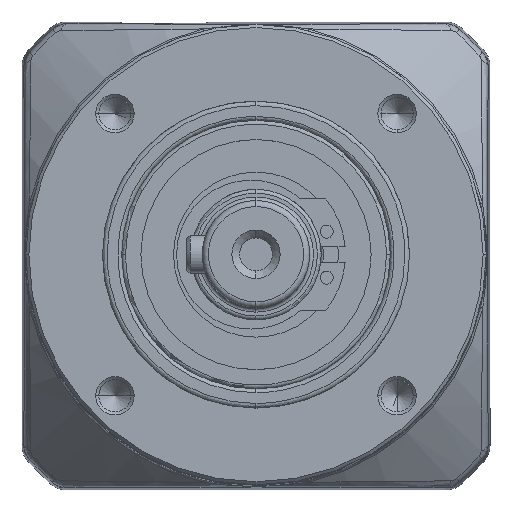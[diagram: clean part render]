
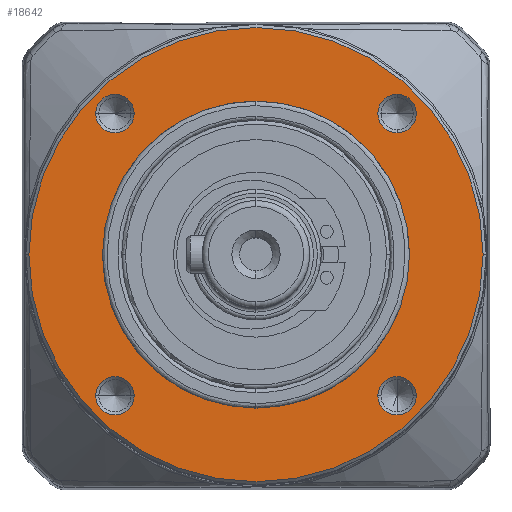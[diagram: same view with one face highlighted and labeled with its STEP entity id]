
A CAD part, top view. The second image highlights one B-rep face of the part: STEP entity #18642.
In plain terms, the highlighted planar face has unit normal (0, 0, 1).
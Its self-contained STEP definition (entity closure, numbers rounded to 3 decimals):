
#121 = CIRCLE ( 'NONE', #16587, 20. ) ;
#238 = VERTEX_POINT ( 'NONE', #17027 ) ;
#572 = CIRCLE ( 'NONE', #3151, 29.6 ) ;
#731 = VERTEX_POINT ( 'NONE', #8529 ) ;
#836 = EDGE_CURVE ( 'NONE', #17202, #17624, #9813, .T. ) ;
#964 = EDGE_CURVE ( 'NONE', #731, #12220, #15220, .T. ) ;
#1919 = ORIENTED_EDGE ( 'NONE', *, *, #16024, .T. ) ;
#1997 = VERTEX_POINT ( 'NONE', #17390 ) ;
#2676 = AXIS2_PLACEMENT_3D ( 'NONE', #6898, #22413, #9128 ) ;
#2689 = ORIENTED_EDGE ( 'NONE', *, *, #20916, .F. ) ;
#3151 = AXIS2_PLACEMENT_3D ( 'NONE', #23908, #10660, #26055 ) ;
#3230 = EDGE_LOOP ( 'NONE', ( #10421, #26079 ) ) ;
#4362 = VERTEX_POINT ( 'NONE', #9986 ) ;
#4476 = CARTESIAN_POINT ( 'NONE',  ( -18.385, 18.385, 25.5 ) ) ;
#4504 = DIRECTION ( 'NONE',  ( 0., 0., -1. ) ) ;
#4696 = CIRCLE ( 'NONE', #17980, 2.5 ) ;
#4952 = DIRECTION ( 'NONE',  ( 1., 0., 0. ) ) ;
#5779 = VERTEX_POINT ( 'NONE', #14520 ) ;
#6027 = ORIENTED_EDGE ( 'NONE', *, *, #964, .T. ) ;
#6088 = DIRECTION ( 'NONE',  ( 0., -1., 0. ) ) ;
#6123 = DIRECTION ( 'NONE',  ( 0., 0., -1. ) ) ;
#6158 = CARTESIAN_POINT ( 'NONE',  ( 18.385, 18.385, 25.5 ) ) ;
#6427 = ORIENTED_EDGE ( 'NONE', *, *, #8569, .T. ) ;
#6677 = DIRECTION ( 'NONE',  ( 1., 0., 0. ) ) ;
#6766 = DIRECTION ( 'NONE',  ( 1., 0., 0. ) ) ;
#6795 = AXIS2_PLACEMENT_3D ( 'NONE', #4476, #20109, #6766 ) ;
#6898 = CARTESIAN_POINT ( 'NONE',  ( -18.385, -18.385, 25.5 ) ) ;
#7067 = DIRECTION ( 'NONE',  ( 1., 0., 0. ) ) ;
#7101 = DIRECTION ( 'NONE',  ( 0., 0., -1. ) ) ;
#7136 = CARTESIAN_POINT ( 'NONE',  ( 18.385, -18.385, 25.5 ) ) ;
#7189 = CARTESIAN_POINT ( 'NONE',  ( 15.885, -18.385, 25.5 ) ) ;
#7818 = DIRECTION ( 'NONE',  ( 0., 0., -1. ) ) ;
#7829 = CARTESIAN_POINT ( 'NONE',  ( -18.385, -18.385, 25.5 ) ) ;
#7877 = ORIENTED_EDGE ( 'NONE', *, *, #15695, .F. ) ;
#7912 = DIRECTION ( 'NONE',  ( -1., 0., 0. ) ) ;
#7937 = DIRECTION ( 'NONE',  ( 0., 0., -1. ) ) ;
#7974 = CARTESIAN_POINT ( 'NONE',  ( 0., 0., 25.5 ) ) ;
#8305 = CARTESIAN_POINT ( 'NONE',  ( -20.885, -18.385, 25.5 ) ) ;
#8467 = DIRECTION ( 'NONE',  ( 1., 0., 0. ) ) ;
#8502 = DIRECTION ( 'NONE',  ( 0., 0., -1. ) ) ;
#8517 = CARTESIAN_POINT ( 'NONE',  ( 18.385, -18.385, 25.5 ) ) ;
#8529 = CARTESIAN_POINT ( 'NONE',  ( 18.385, 20.885, 25.5 ) ) ;
#8569 = EDGE_CURVE ( 'NONE', #26955, #238, #18645, .T. ) ;
#8578 = EDGE_LOOP ( 'NONE', ( #1919, #27435 ) ) ;
#9128 = DIRECTION ( 'NONE',  ( 1., 0., 0. ) ) ;
#9813 = CIRCLE ( 'NONE', #11860, 2.5 ) ;
#9986 = CARTESIAN_POINT ( 'NONE',  ( -20., 0., 25.5 ) ) ;
#10421 = ORIENTED_EDGE ( 'NONE', *, *, #22825, .T. ) ;
#10633 = CARTESIAN_POINT ( 'NONE',  ( 20.885, -18.385, 25.5 ) ) ;
#10635 = CARTESIAN_POINT ( 'NONE',  ( 18.385, 15.885, 25.5 ) ) ;
#10660 = DIRECTION ( 'NONE',  ( 0., 0., -1. ) ) ;
#11587 = ORIENTED_EDGE ( 'NONE', *, *, #27500, .T. ) ;
#11860 = AXIS2_PLACEMENT_3D ( 'NONE', #7136, #7101, #7067 ) ;
#12110 = EDGE_CURVE ( 'NONE', #5779, #4362, #121, .T. ) ;
#12220 = VERTEX_POINT ( 'NONE', #10635 ) ;
#12536 = DIRECTION ( 'NONE',  ( -1., 0., 0. ) ) ;
#12572 = DIRECTION ( 'NONE',  ( 0., 0., -1. ) ) ;
#12601 = CARTESIAN_POINT ( 'NONE',  ( 0., 0., 25.5 ) ) ;
#12697 = CIRCLE ( 'NONE', #6795, 2.5 ) ;
#12706 = DIRECTION ( 'NONE',  ( -1., 0., 0. ) ) ;
#12747 = DIRECTION ( 'NONE',  ( 0., 0., -1. ) ) ;
#12756 = CARTESIAN_POINT ( 'NONE',  ( 0., 0., 25.5 ) ) ;
#12974 = ORIENTED_EDGE ( 'NONE', *, *, #12110, .T. ) ;
#13569 = VERTEX_POINT ( 'NONE', #24434 ) ;
#14520 = CARTESIAN_POINT ( 'NONE',  ( 20., 0., 25.5 ) ) ;
#14802 = CARTESIAN_POINT ( 'NONE',  ( -15.885, -18.385, 25.5 ) ) ;
#15144 = FACE_BOUND ( 'NONE', #8578, .T. ) ;
#15220 = CIRCLE ( 'NONE', #26567, 2.5 ) ;
#15695 = EDGE_CURVE ( 'NONE', #13569, #1997, #18578, .T. ) ;
#16024 = EDGE_CURVE ( 'NONE', #17624, #17202, #27872, .T. ) ;
#16067 = EDGE_CURVE ( 'NONE', #4362, #5779, #27582, .T. ) ;
#16072 = EDGE_CURVE ( 'NONE', #23534, #24583, #28437, .T. ) ;
#16587 = AXIS2_PLACEMENT_3D ( 'NONE', #12756, #12747, #12706 ) ;
#17027 = CARTESIAN_POINT ( 'NONE',  ( -15.885, 18.385, 25.5 ) ) ;
#17202 = VERTEX_POINT ( 'NONE', #7189 ) ;
#17390 = CARTESIAN_POINT ( 'NONE',  ( -29.6, 0., 25.5 ) ) ;
#17624 = VERTEX_POINT ( 'NONE', #10633 ) ;
#17833 = PLANE ( 'NONE',  #23963 ) ;
#17956 = CARTESIAN_POINT ( 'NONE',  ( 18.385, 18.385, 25.5 ) ) ;
#17980 = AXIS2_PLACEMENT_3D ( 'NONE', #17956, #4504, #20134 ) ;
#18578 = CIRCLE ( 'NONE', #19604, 29.6 ) ;
#18642 = ADVANCED_FACE ( 'NONE', ( #19047, #19582, #19371, #19531, #19901, #15144 ), #17833, .T. ) ;
#18645 = CIRCLE ( 'NONE', #26882, 2.5 ) ;
#19047 = FACE_BOUND ( 'NONE', #26547, .T. ) ;
#19371 = FACE_BOUND ( 'NONE', #28070, .T. ) ;
#19531 = FACE_BOUND ( 'NONE', #19907, .T. ) ;
#19582 = FACE_OUTER_BOUND ( 'NONE', #21606, .T. ) ;
#19604 = AXIS2_PLACEMENT_3D ( 'NONE', #12601, #12572, #12536 ) ;
#19749 = CARTESIAN_POINT ( 'NONE',  ( 0., 0., 25.5 ) ) ;
#19901 = FACE_BOUND ( 'NONE', #3230, .T. ) ;
#19907 = EDGE_LOOP ( 'NONE', ( #11587, #6427 ) ) ;
#20033 = DIRECTION ( 'NONE',  ( 0., 0., 1. ) ) ;
#20109 = DIRECTION ( 'NONE',  ( 0., 0., -1. ) ) ;
#20134 = DIRECTION ( 'NONE',  ( 0., -1., 0. ) ) ;
#20916 = EDGE_CURVE ( 'NONE', #1997, #13569, #572, .T. ) ;
#20990 = ORIENTED_EDGE ( 'NONE', *, *, #24461, .T. ) ;
#21606 = EDGE_LOOP ( 'NONE', ( #2689, #7877 ) ) ;
#21748 = ORIENTED_EDGE ( 'NONE', *, *, #16067, .T. ) ;
#21948 = AXIS2_PLACEMENT_3D ( 'NONE', #8517, #8502, #8467 ) ;
#22413 = DIRECTION ( 'NONE',  ( 0., 0., -1. ) ) ;
#22825 = EDGE_CURVE ( 'NONE', #24583, #23534, #27790, .T. ) ;
#23386 = AXIS2_PLACEMENT_3D ( 'NONE', #7974, #7937, #7912 ) ;
#23534 = VERTEX_POINT ( 'NONE', #8305 ) ;
#23908 = CARTESIAN_POINT ( 'NONE',  ( 0., 0., 25.5 ) ) ;
#23963 = AXIS2_PLACEMENT_3D ( 'NONE', #19749, #20033, #6677 ) ;
#24240 = DIRECTION ( 'NONE',  ( 1., 0., 0. ) ) ;
#24259 = DIRECTION ( 'NONE',  ( 0., 0., -1. ) ) ;
#24271 = CARTESIAN_POINT ( 'NONE',  ( -18.385, 18.385, 25.5 ) ) ;
#24434 = CARTESIAN_POINT ( 'NONE',  ( 29.6, 0., 25.5 ) ) ;
#24461 = EDGE_CURVE ( 'NONE', #12220, #731, #4696, .T. ) ;
#24583 = VERTEX_POINT ( 'NONE', #14802 ) ;
#26055 = DIRECTION ( 'NONE',  ( -1., 0., 0. ) ) ;
#26079 = ORIENTED_EDGE ( 'NONE', *, *, #16072, .T. ) ;
#26157 = CARTESIAN_POINT ( 'NONE',  ( -20.885, 18.385, 25.5 ) ) ;
#26260 = AXIS2_PLACEMENT_3D ( 'NONE', #7829, #7818, #4952 ) ;
#26547 = EDGE_LOOP ( 'NONE', ( #21748, #12974 ) ) ;
#26567 = AXIS2_PLACEMENT_3D ( 'NONE', #6158, #6123, #6088 ) ;
#26882 = AXIS2_PLACEMENT_3D ( 'NONE', #24271, #24259, #24240 ) ;
#26955 = VERTEX_POINT ( 'NONE', #26157 ) ;
#27435 = ORIENTED_EDGE ( 'NONE', *, *, #836, .T. ) ;
#27500 = EDGE_CURVE ( 'NONE', #238, #26955, #12697, .T. ) ;
#27582 = CIRCLE ( 'NONE', #23386, 20. ) ;
#27790 = CIRCLE ( 'NONE', #2676, 2.5 ) ;
#27872 = CIRCLE ( 'NONE', #21948, 2.5 ) ;
#28070 = EDGE_LOOP ( 'NONE', ( #20990, #6027 ) ) ;
#28437 = CIRCLE ( 'NONE', #26260, 2.5 ) ;
